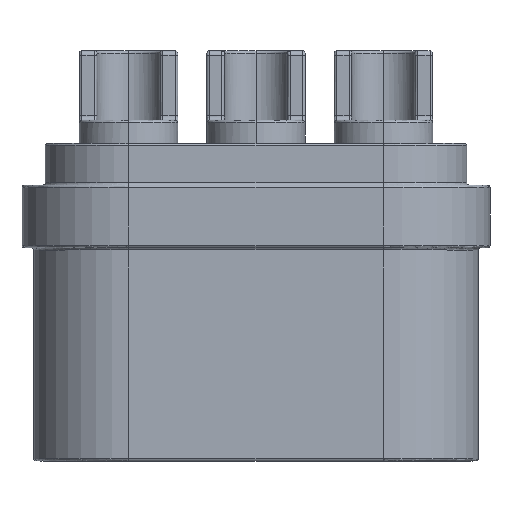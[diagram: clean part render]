
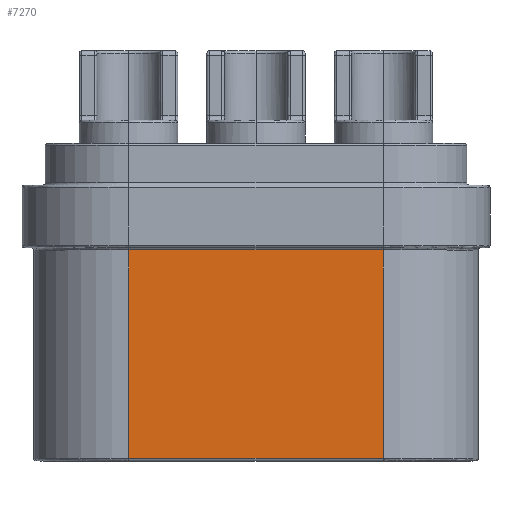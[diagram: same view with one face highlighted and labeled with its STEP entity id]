
A CAD part, top view. The second image highlights one B-rep face of the part: STEP entity #7270.
In plain terms, the highlighted planar face has unit normal (0, 0, 1).
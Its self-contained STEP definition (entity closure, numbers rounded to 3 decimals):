
#87 = LINE ( 'NONE', #3074, #3476 ) ;
#234 = VECTOR ( 'NONE', #6548, 1000. ) ;
#351 = DIRECTION ( 'NONE',  ( 0., -1., 0. ) ) ;
#364 = CARTESIAN_POINT ( 'NONE',  ( 5.5, -0.1, 4.1 ) ) ;
#447 = CARTESIAN_POINT ( 'NONE',  ( 5.5, 0., 4.1 ) ) ;
#1072 = ORIENTED_EDGE ( 'NONE', *, *, #11392, .T. ) ;
#1949 = ORIENTED_EDGE ( 'NONE', *, *, #6351, .F. ) ;
#2158 = AXIS2_PLACEMENT_3D ( 'NONE', #447, #7995, #3337 ) ;
#3074 = CARTESIAN_POINT ( 'NONE',  ( -5.5, 0., 4.1 ) ) ;
#3090 = EDGE_CURVE ( 'NONE', #4310, #11314, #5802, .T. ) ;
#3337 = DIRECTION ( 'NONE',  ( 1., 0., 0. ) ) ;
#3476 = VECTOR ( 'NONE', #3898, 1000. ) ;
#3898 = DIRECTION ( 'NONE',  ( 0., -1., 0. ) ) ;
#3918 = CARTESIAN_POINT ( 'NONE',  ( -5.5, -9.1, 4.1 ) ) ;
#4310 = VERTEX_POINT ( 'NONE', #364 ) ;
#5194 = ORIENTED_EDGE ( 'NONE', *, *, #3090, .T. ) ;
#5583 = CARTESIAN_POINT ( 'NONE',  ( 2.75, -9.1, 4.1 ) ) ;
#5802 = LINE ( 'NONE', #8478, #12101 ) ;
#5881 = VECTOR ( 'NONE', #351, 1000. ) ;
#6351 = EDGE_CURVE ( 'NONE', #4310, #7941, #7908, .T. ) ;
#6548 = DIRECTION ( 'NONE',  ( -1., 0., 0. ) ) ;
#6735 = EDGE_LOOP ( 'NONE', ( #5194, #1072, #9553, #1949 ) ) ;
#7270 = ADVANCED_FACE ( 'NONE', ( #10683 ), #10745, .T. ) ;
#7418 = LINE ( 'NONE', #5583, #234 ) ;
#7535 = CARTESIAN_POINT ( 'NONE',  ( 5.5, -9.1, 4.1 ) ) ;
#7908 = LINE ( 'NONE', #11606, #5881 ) ;
#7941 = VERTEX_POINT ( 'NONE', #7535 ) ;
#7995 = DIRECTION ( 'NONE',  ( 0., 0., 1. ) ) ;
#8426 = DIRECTION ( 'NONE',  ( -1., 0., 0. ) ) ;
#8478 = CARTESIAN_POINT ( 'NONE',  ( 5.5, -0.1, 4.1 ) ) ;
#9553 = ORIENTED_EDGE ( 'NONE', *, *, #11327, .F. ) ;
#10683 = FACE_OUTER_BOUND ( 'NONE', #6735, .T. ) ;
#10745 = PLANE ( 'NONE',  #2158 ) ;
#11314 = VERTEX_POINT ( 'NONE', #12044 ) ;
#11327 = EDGE_CURVE ( 'NONE', #7941, #11678, #7418, .T. ) ;
#11392 = EDGE_CURVE ( 'NONE', #11314, #11678, #87, .T. ) ;
#11606 = CARTESIAN_POINT ( 'NONE',  ( 5.5, 0., 4.1 ) ) ;
#11678 = VERTEX_POINT ( 'NONE', #3918 ) ;
#12044 = CARTESIAN_POINT ( 'NONE',  ( -5.5, -0.1, 4.1 ) ) ;
#12101 = VECTOR ( 'NONE', #8426, 1000. ) ;
